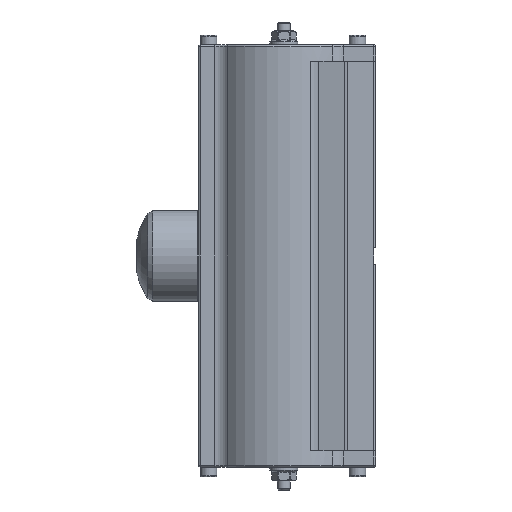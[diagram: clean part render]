
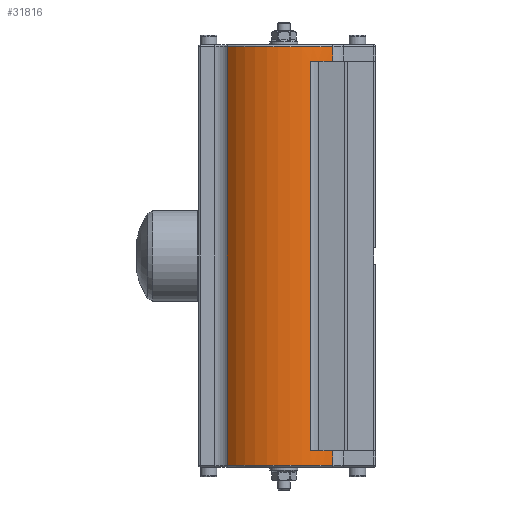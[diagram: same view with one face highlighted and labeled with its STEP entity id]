
A CAD part, left-side view. The second image highlights one B-rep face of the part: STEP entity #31816.
In plain terms, the highlighted cylindrical face has radius 45.5 mm (diameter 91 mm), a partial arc.
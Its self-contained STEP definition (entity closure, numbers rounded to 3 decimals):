
#1333=LINE('',#47557,#3381);
#1335=LINE('',#47565,#3383);
#1336=LINE('',#47569,#3384);
#1337=LINE('',#47573,#3385);
#3381=VECTOR('',#38172,10.);
#3383=VECTOR('',#38180,10.);
#3384=VECTOR('',#38183,10.);
#3385=VECTOR('',#38186,10.);
#5708=CYLINDRICAL_SURFACE('',#33989,45.5);
#6980=FACE_OUTER_BOUND('',#9048,.T.);
#9048=EDGE_LOOP('',(#21439,#21440,#21441,#21442,#21443,#21444,#21445,#21446));
#11194=CIRCLE('',#33990,45.5);
#11195=CIRCLE('',#33991,45.5);
#11196=CIRCLE('',#33992,45.5);
#11197=CIRCLE('',#33993,45.5);
#13089=VERTEX_POINT('',#47554);
#13090=VERTEX_POINT('',#47556);
#13092=VERTEX_POINT('',#47562);
#13093=VERTEX_POINT('',#47564);
#13094=VERTEX_POINT('',#47566);
#13095=VERTEX_POINT('',#47568);
#13096=VERTEX_POINT('',#47570);
#13097=VERTEX_POINT('',#47572);
#16194=EDGE_CURVE('',#13089,#13090,#1333,.T.);
#16197=EDGE_CURVE('',#13089,#13092,#11194,.T.);
#16198=EDGE_CURVE('',#13093,#13092,#1335,.T.);
#16199=EDGE_CURVE('',#13094,#13093,#11195,.T.);
#16200=EDGE_CURVE('',#13095,#13094,#1336,.T.);
#16201=EDGE_CURVE('',#13095,#13096,#11196,.T.);
#16202=EDGE_CURVE('',#13096,#13097,#1337,.T.);
#16203=EDGE_CURVE('',#13090,#13097,#11197,.T.);
#21439=ORIENTED_EDGE('',*,*,#16197,.T.);
#21440=ORIENTED_EDGE('',*,*,#16198,.F.);
#21441=ORIENTED_EDGE('',*,*,#16199,.F.);
#21442=ORIENTED_EDGE('',*,*,#16200,.F.);
#21443=ORIENTED_EDGE('',*,*,#16201,.T.);
#21444=ORIENTED_EDGE('',*,*,#16202,.T.);
#21445=ORIENTED_EDGE('',*,*,#16203,.F.);
#21446=ORIENTED_EDGE('',*,*,#16194,.F.);
#31816=ADVANCED_FACE('',(#6980),#5708,.T.);
#33989=AXIS2_PLACEMENT_3D('',#47561,#38176,#38177);
#33990=AXIS2_PLACEMENT_3D('',#47563,#38178,#38179);
#33991=AXIS2_PLACEMENT_3D('',#47567,#38181,#38182);
#33992=AXIS2_PLACEMENT_3D('',#47571,#38184,#38185);
#33993=AXIS2_PLACEMENT_3D('',#47574,#38187,#38188);
#38172=DIRECTION('',(0.,0.,1.));
#38176=DIRECTION('center_axis',(0.,0.,
1.));
#38177=DIRECTION('ref_axis',(-0.649,0.761,0.));
#38178=DIRECTION('center_axis',(0.,0.,
1.));
#38179=DIRECTION('ref_axis',(-0.997,0.076,0.));
#38180=DIRECTION('',(0.,0.,-1.));
#38181=DIRECTION('center_axis',(0.,0.,
1.));
#38182=DIRECTION('ref_axis',(-0.649,0.761,0.));
#38183=DIRECTION('',(0.,0.,-1.));
#38184=DIRECTION('center_axis',(0.,0.,
1.));
#38185=DIRECTION('ref_axis',(-0.649,0.761,0.));
#38186=DIRECTION('',(0.,0.,1.));
#38187=DIRECTION('center_axis',(0.,0.,
1.));
#38188=DIRECTION('ref_axis',(-0.997,0.076,0.));
#47554=CARTESIAN_POINT('',(-29.514,34.63,-128.));
#47556=CARTESIAN_POINT('',(-29.514,34.63,128.));
#47557=CARTESIAN_POINT('',(-29.514,34.63,119.));
#47561=CARTESIAN_POINT('Origin',(0.,0.,-119.));
#47562=CARTESIAN_POINT('',(-34.432,-29.743,-128.));
#47563=CARTESIAN_POINT('Origin',(0.,0.,
-128.));
#47564=CARTESIAN_POINT('',(-34.432,-29.743,-119.));
#47565=CARTESIAN_POINT('',(-34.432,-29.743,-119.));
#47566=CARTESIAN_POINT('',(-42.56,-16.089,-119.));
#47567=CARTESIAN_POINT('Origin',(0.,0.,-119.));
#47568=CARTESIAN_POINT('',(-42.56,-16.089,119.));
#47569=CARTESIAN_POINT('',(-42.56,-16.089,0.));
#47570=CARTESIAN_POINT('',(-34.432,-29.743,119.));
#47571=CARTESIAN_POINT('Origin',(0.,0.,
119.));
#47572=CARTESIAN_POINT('',(-34.432,-29.743,128.));
#47573=CARTESIAN_POINT('',(-34.432,-29.743,119.));
#47574=CARTESIAN_POINT('Origin',(0.,0.,
128.));
